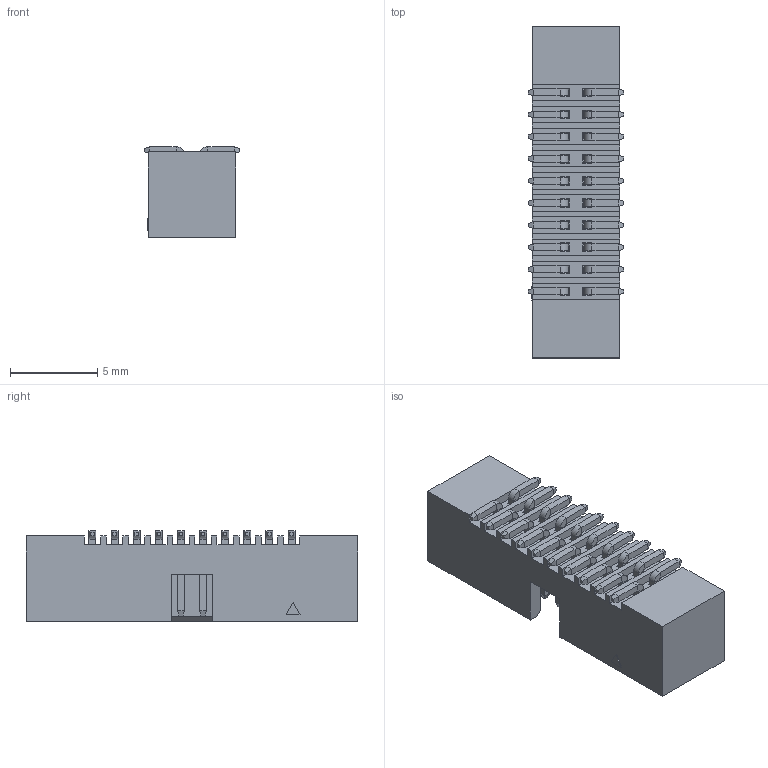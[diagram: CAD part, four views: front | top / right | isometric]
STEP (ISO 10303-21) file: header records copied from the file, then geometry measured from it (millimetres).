
FILE_DESCRIPTION((''),'2;1');
FILE_NAME('2195SM-20X_ASM','2020-12-10T14:50:36',('User'),(''),'CREO PARAMETRIC BY PTC INC, 2018100','CREO PARAMETRIC BY PTC INC, 2018100','');
FILE_SCHEMA(('CONFIG_CONTROL_DESIGN'));
Length unit declared in the file: millimetre
Products named in the file (3): 801-2195-20; 802-2195SM-XXG; 2195SM-20X_ASM
Assembly tree (21 placements, depth 2):
  2195SM-20X_ASM
    801-2195-20
    802-2195SM-XXG  x20
Bounding box: 5.5 x 19.05 x 5.2 mm (x, y, z)
Volume: 268.8 mm3; surface area: 826.9 mm2
Topology: 21 solids, 21 shells, 663 faces, 1456 edges, 836 vertices
Faces by surface type: plane 623, cylinder 40
Entity records: 7398 total; most frequent: CARTESIAN_POINT 1269, ORIENTED_EDGE 1240, DIRECTION 1162, EDGE_CURVE 620, VECTOR 616, LINE 616, VERTEX_POINT 380, EDGE_LOOP 286
